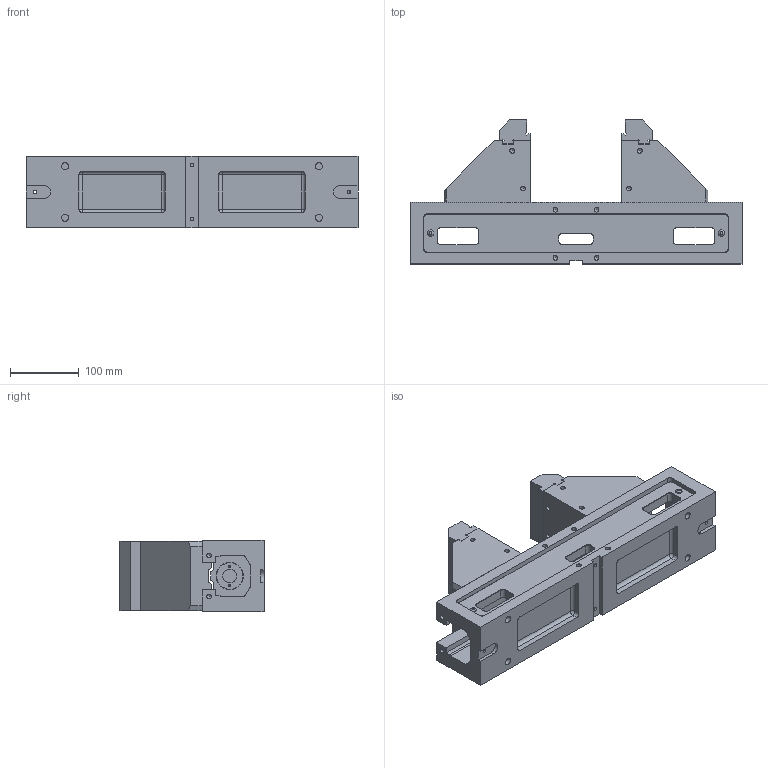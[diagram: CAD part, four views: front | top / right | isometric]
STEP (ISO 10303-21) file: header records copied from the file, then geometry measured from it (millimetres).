
FILE_DESCRIPTION(/* description */ (''),/* implementation_level */ '2;1');
FILE_NAME(/* name */ 'ALT100L.stp',/* time_stamp */ '2019-07-31T08:53:24+08:00',/* author */ ('AUTOWELL002'),/* organization */ (''),/* preprocessor_version */ 'ST-DEVELOPER v17',/* originating_system */ 'Autodesk Inventor 2019',/* authorisation */ '');
FILE_SCHEMA (('CONFIG_CONTROL_DESIGN'));
Length unit declared in the file: millimetre
Products named in the file (12): ALT100L; 87470-25rev0_̫; 87470-4rev0_ȈՔ; 87470-1rev0_ȈՔ; 32102-9rev0_ȈՔ; 87470-12rev0_̫; 87470-2rev0_ȈՔ; B1174_(M5x6); 87470-7rev0_ȈՔ; 87470-2rev0_ȈՔ_MIR; ALT4402; ANSI B18.3.1M - M8x1.25 x 35(1)
Assembly tree (22 placements, depth 2):
  ALT100L
    87470-25rev0_̫
    B1174_(M5x6)  x4
    87470-4rev0_ȈՔ
    87470-1rev0_ȈՔ
    32102-9rev0_ȈՔ
    87470-12rev0_̫  x2
    87470-2rev0_ȈՔ
    87470-7rev0_ȈՔ
    ALT4402  x3
    87470-2rev0_ȈՔ_MIR
    ANSI B18.3.1M - M8x1.25 x 35(1)  x6
Bounding box: 484 x 210 x 104 mm (x, y, z)
Volume: 4190537.9 mm3; surface area: 631581.7 mm2
Topology: 22 solids, 22 shells, 628 faces, 1772 edges, 1212 vertices
Faces by surface type: plane 367, cylinder 184, cone 53, sphere 12, torus 12
Full cylindrical faces by diameter (mm): 3.3 x2, 4.2 x4, 5 x4, 5.1 x4, 6 x4, 6.9 x30, 8 x6, 9 x9, 10.3 x4, 13 x15, 18.5 x1, 20 x2, 36 x1, 38.5 x1, 40 x1
Entity records: 14407 total; most frequent: CARTESIAN_POINT 2563, DIRECTION 2433, ORIENTED_EDGE 2326, EDGE_CURVE 1163, AXIS2_PLACEMENT_3D 844, VERTEX_POINT 809, LINE 745, VECTOR 745
